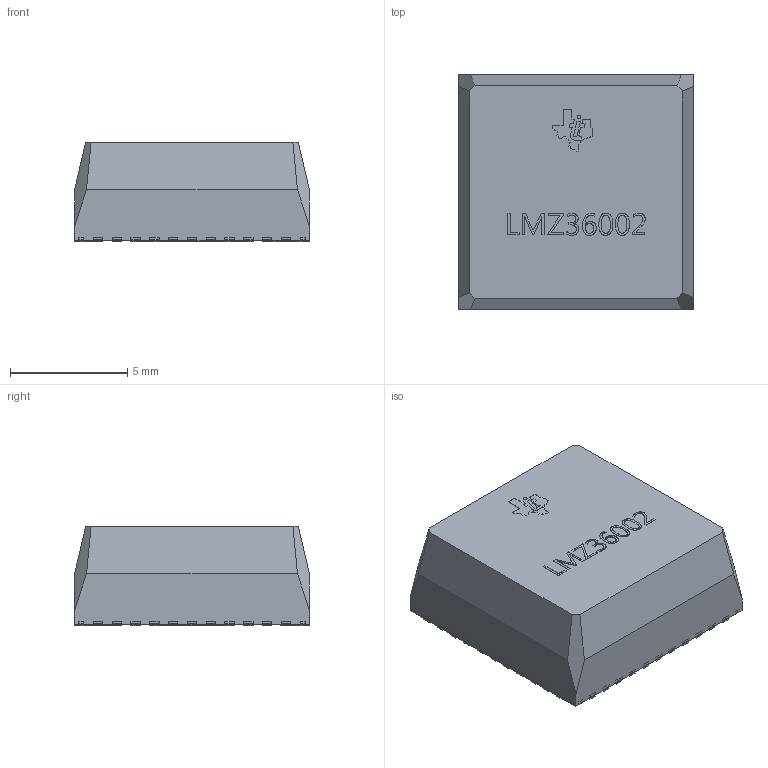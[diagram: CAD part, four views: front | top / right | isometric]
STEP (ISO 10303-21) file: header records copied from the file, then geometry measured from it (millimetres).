
FILE_DESCRIPTION(/* description */ (''),/* implementation_level */ '2;1');
FILE_NAME(/* name */ 'LMZ34202_.stp',/* time_stamp */ '2019-08-19T13:35:48-05:00',/* author */ ('a0796218'),/* organization */ (''),/* preprocessor_version */ 'ST-DEVELOPER v16.5',/* originating_system */ 'Autodesk Inventor 2017',/* authorisation */ ', , ');
FILE_SCHEMA (('AUTOMOTIVE_DESIGN { 1 0 10303 214 3 1 1 }'));
Length unit declared in the file: millimetre
Products named in the file (18): LMZ34202_; MOLD_1; LEADFRAME; 402_C_3D_SIZE; ~BODY; SIDE; 402_R_3D_SIZE; ~~BODY; ~SIDE; INDUCTOR_3D_1; ~~~~~~PART1; ~~~~PART2; PACKAGE 3D; MOLD; LF; 0603_C_SIZE; ~~~BODY; ~~~~SIDE
Assembly tree (26 placements, depth 3):
  LMZ34202_
    MOLD_1
    LEADFRAME
    402_C_3D_SIZE
      ~BODY
      SIDE  x2
    402_R_3D_SIZE  x4
      ~~BODY
      ~SIDE
    0603_C_SIZE  x3
      ~~~BODY
      ~~~~SIDE
    INDUCTOR_3D_1
      ~~~~~~PART1
      ~~~~PART2  x2
    PACKAGE 3D
      MOLD
      LF
Bounding box: 10 x 10 x 4.25 mm (x, y, z)
Surface area: 949.1 mm2
Topology: 64 solids, 64 shells, 2299 faces, 6018 edges, 3749 vertices
Faces by surface type: plane 1664, cylinder 359, bspline 147, sphere 128, torus 1
Full cylindrical faces by diameter (mm): 0.157 x1, 0.3 x1, 0.556 x1
Entity records: 59608 total; most frequent: CARTESIAN_POINT 12289, ORIENTED_EDGE 10210, DIRECTION 8761, EDGE_CURVE 5105, LINE 4449, VECTOR 4449, VERTEX_POINT 3332, AXIS2_PLACEMENT_3D 2156
